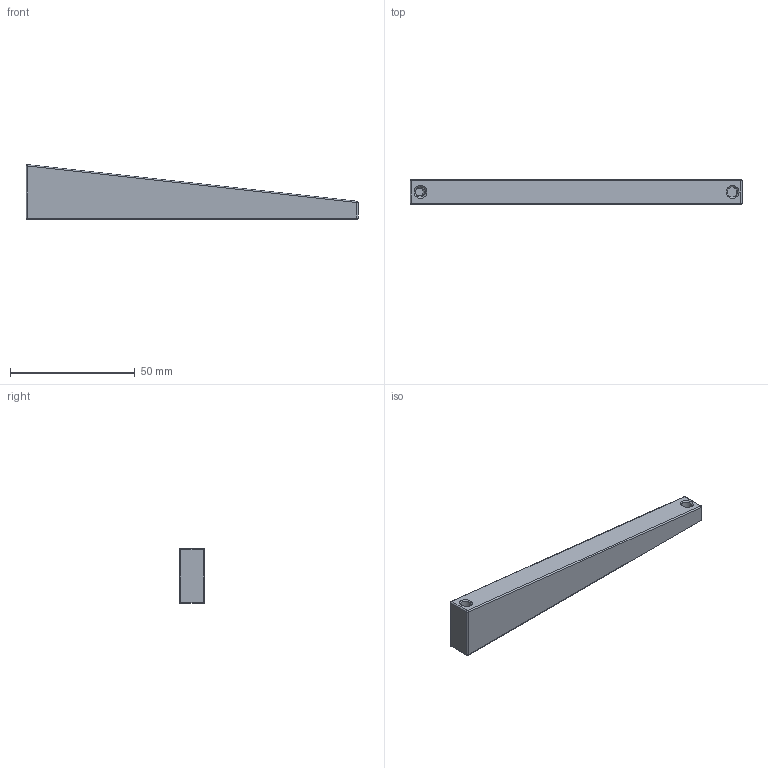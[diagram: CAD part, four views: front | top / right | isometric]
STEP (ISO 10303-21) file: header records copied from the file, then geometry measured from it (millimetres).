
FILE_DESCRIPTION(/* description */ (''),/* implementation_level */ '2;1');
FILE_NAME(/* name */ 'Side Standoff.step',/* time_stamp */ '2024-02-15T21:52:33Z',/* author */ (''),/* organization */ (''),/* preprocessor_version */ 'ST-DEVELOPER v20',/* originating_system */ 'Autodesk Translation Framework v12.20.1.177',/* authorisation */ '');
FILE_SCHEMA (('AUTOMOTIVE_DESIGN { 1 0 10303 214 3 1 1 }'));
Length unit declared in the file: millimetre
Products named in the file (1): Side Standoff
Bounding box: 133.18 x 10 x 21.94 mm (x, y, z)
Volume: 19292.2 mm3; surface area: 6817.7 mm2
Topology: 1 solids, 1 shells, 33 faces, 60 edges, 31 vertices
Faces by surface type: cylinder 14, plane 8, sphere 8, cone 3
Full cylindrical faces by diameter (mm): 4.2 x2
Entity records: 822 total; most frequent: DIRECTION 159, CARTESIAN_POINT 125, ORIENTED_EDGE 120, AXIS2_PLACEMENT_3D 65, EDGE_CURVE 60, EDGE_LOOP 35, FACE_OUTER_BOUND 33, ADVANCED_FACE 33
